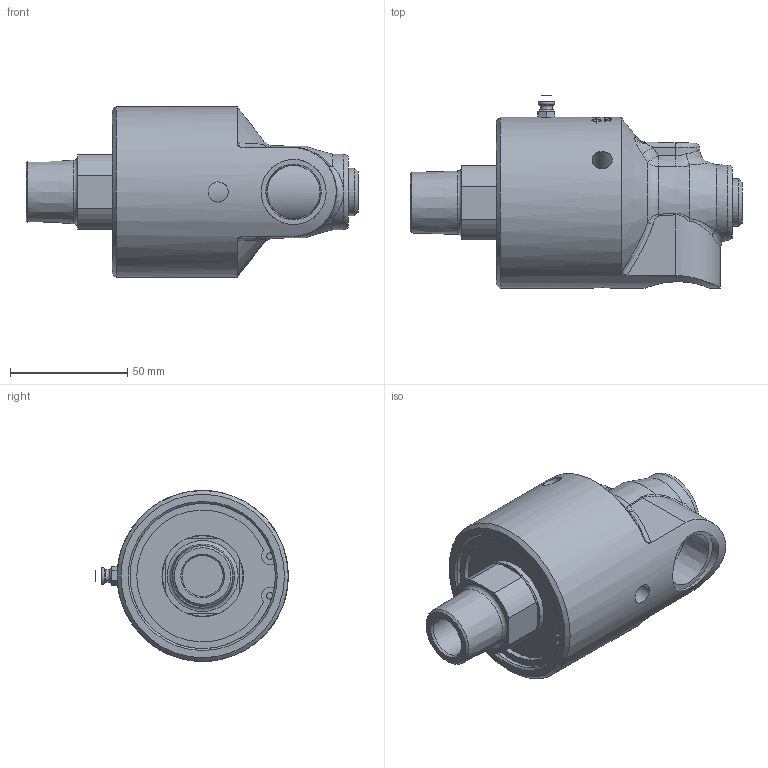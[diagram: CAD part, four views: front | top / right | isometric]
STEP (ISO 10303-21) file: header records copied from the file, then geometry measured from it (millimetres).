
FILE_DESCRIPTION(/* description */ (''),/* implementation_level */ '2;1');
FILE_NAME(/* name */ '257-050-021-IC.stp',/* time_stamp */ '2020-06-04T11:00:38-05:00',/* author */ ('GALINDOLM'),/* organization */ (''),/* preprocessor_version */ 'ST-DEVELOPER v18',/* originating_system */ 'Autodesk Inventor 2020',/* authorisation */ '');
FILE_SCHEMA (('AUTOMOTIVE_DESIGN { 1 0 10303 214 3 1 1 }'));
Length unit declared in the file: millimetre
Products named in the file (1): 257-050-021-IC
Bounding box: 141.72 x 82.13 x 73 mm (x, y, z)
Volume: 307977.2 mm3; surface area: 38590.7 mm2
Topology: 1 solids, 1 shells, 437 faces, 1164 edges, 768 vertices
Faces by surface type: bspline 223, plane 119, cylinder 59, cone 27, torus 7, sphere 2
Full cylindrical faces by diameter (mm): 2.794 x2, 8.6 x3, 17.5 x1, 22.631 x1, 27.8 x1, 34.8 x1, 62.05 x1, 73 x1
Entity records: 23693 total; most frequent: CARTESIAN_POINT 13959, ORIENTED_EDGE 2328, DIRECTION 1352, EDGE_CURVE 1164, VERTEX_POINT 768, B_SPLINE_CURVE_WITH_KNOTS 487, AXIS2_PLACEMENT_3D 480, EDGE_LOOP 478
